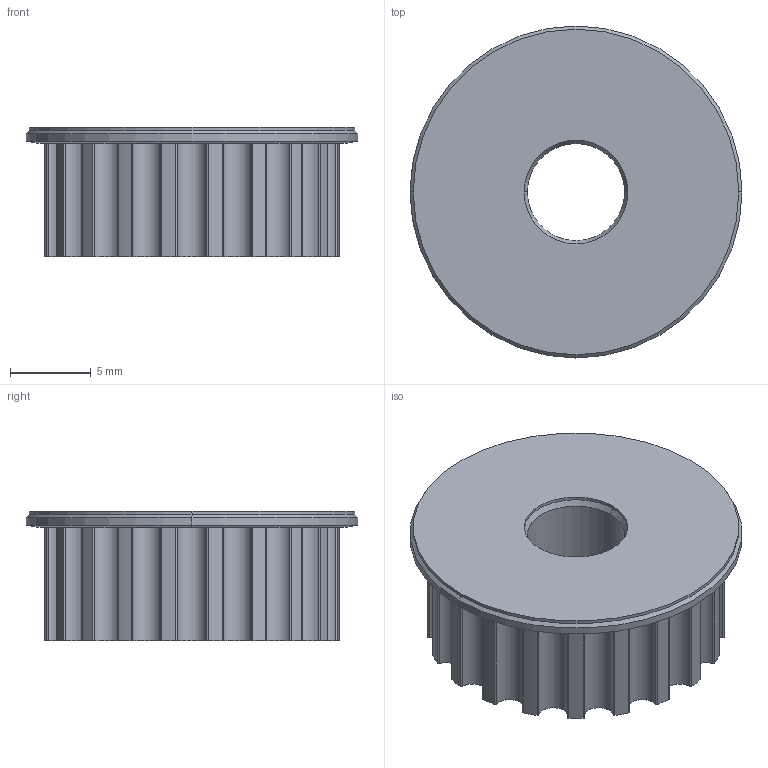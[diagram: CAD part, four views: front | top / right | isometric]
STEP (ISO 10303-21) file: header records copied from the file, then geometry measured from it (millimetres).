
FILE_DESCRIPTION (( 'STEP AP214' ), '1' );
FILE_NAME ('4333240000442.STEP', '2018-01-17T02:03:33', ( '13' ), ( '' ), 'SwSTEP 2.0', 'SolidWorks 2012', '' );
FILE_SCHEMA (( 'AUTOMOTIVE_DESIGN' ));
Length unit declared in the file: millimetre
Products named in the file (1): 4333240000442
Bounding box: 20.5 x 20.5 x 8 mm (x, y, z)
Volume: 1732.2 mm3; surface area: 1357.9 mm2
Topology: 1 solids, 1 shells, 101 faces, 280 edges, 182 vertices
Faces by surface type: cylinder 90, cone 8, plane 3
Entity records: 3362 total; most frequent: DIRECTION 666, CARTESIAN_POINT 564, ORIENTED_EDGE 560, AXIS2_PLACEMENT_3D 284, EDGE_CURVE 280, VERTEX_POINT 182, CIRCLE 182, EDGE_LOOP 104
